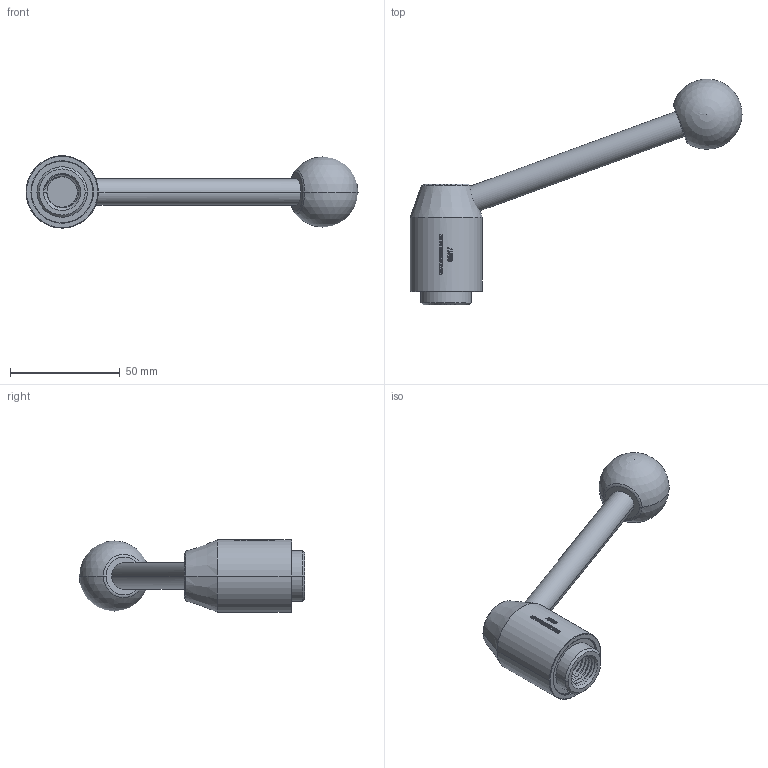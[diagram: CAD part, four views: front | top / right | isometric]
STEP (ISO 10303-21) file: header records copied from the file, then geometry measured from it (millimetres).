
FILE_DESCRIPTION (( 'STEP AP214' ), '1' );
FILE_NAME ('02517-Tension Lever Zinc Int Thread M16.STEP', '2018-08-05T20:22:48', ( '' ), ( '' ), 'SwSTEP 2.0', 'SolidWorks 2018', '' );
FILE_SCHEMA (( 'AUTOMOTIVE_DESIGN' ));
Length unit declared in the file: millimetre
Products named in the file (1): 02517-Tension Lever Zinc Int Thread M16
Bounding box: 151.5 x 103 x 33 mm (x, y, z)
Volume: 63611.7 mm3; surface area: 15466.3 mm2
Topology: 1 solids, 1 shells, 309 faces, 827 edges, 546 vertices
Faces by surface type: plane 135, bspline 100, cylinder 58, cone 12, torus 2, sphere 2
Entity records: 17156 total; most frequent: CARTESIAN_POINT 10472, ORIENTED_EDGE 1642, DIRECTION 978, EDGE_CURVE 821, VERTEX_POINT 542, LINE 354, VECTOR 354, EDGE_LOOP 337
